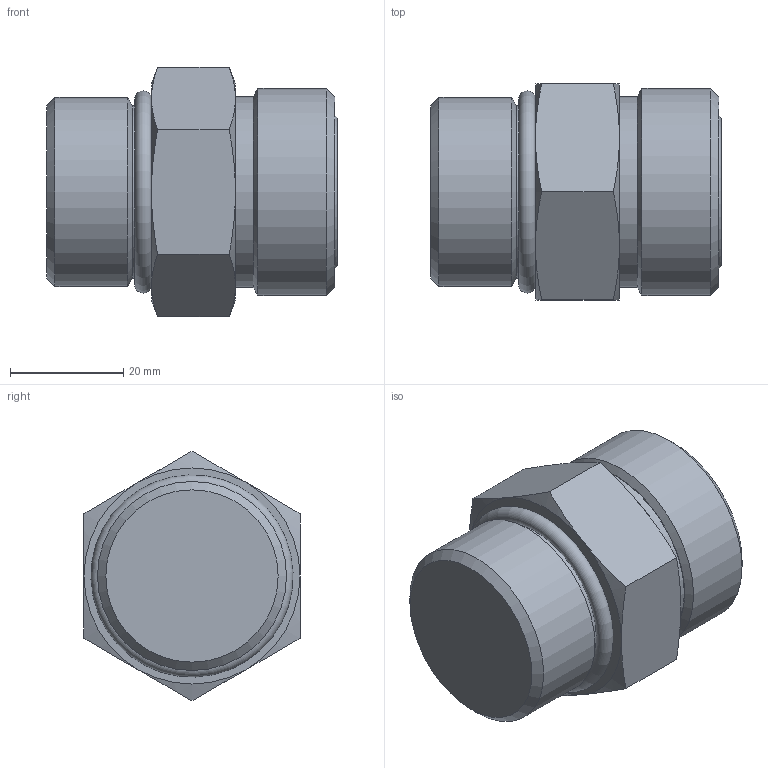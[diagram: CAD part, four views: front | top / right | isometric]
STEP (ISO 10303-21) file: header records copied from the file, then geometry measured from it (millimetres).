
FILE_DESCRIPTION((''),'2;1');
FILE_NAME('1116K.stp','2014-12-29T15:45:13',('jml'),(''),'Autodesk Inventor 2010','Autodesk Inventor 2010','');
FILE_SCHEMA(('AUTOMOTIVE_DESIGN { 1 0 10303 214 1 1 1 1 }'));
Length unit declared in the file: inch
Products named in the file (4): 1116K; 221755; 916 O-RING; 021 O-RING
Assembly tree (3 placements, depth 2):
  1116K
    221755
    916 O-RING
    021 O-RING
Bounding box: 51.26 x 38.1 x 43.99 mm (x, y, z)
Volume: 52265.3 mm3; surface area: 10170.3 mm2
Topology: 3 solids, 3 shells, 136 faces, 327 edges, 212 vertices
Faces by surface type: plane 97, cylinder 21, cone 16, torus 2
Full cylindrical faces by diameter (mm): 0.974 x1, 22.2 x1, 26.772 x1, 30.404 x1, 33.325 x1, 33.528 x1, 36.5 x1
Entity records: 3981 total; most frequent: CARTESIAN_POINT 719, DIRECTION 640, ORIENTED_EDGE 632, EDGE_CURVE 316, VECTOR 230, LINE 230, VERTEX_POINT 212, AXIS2_PLACEMENT_3D 205
